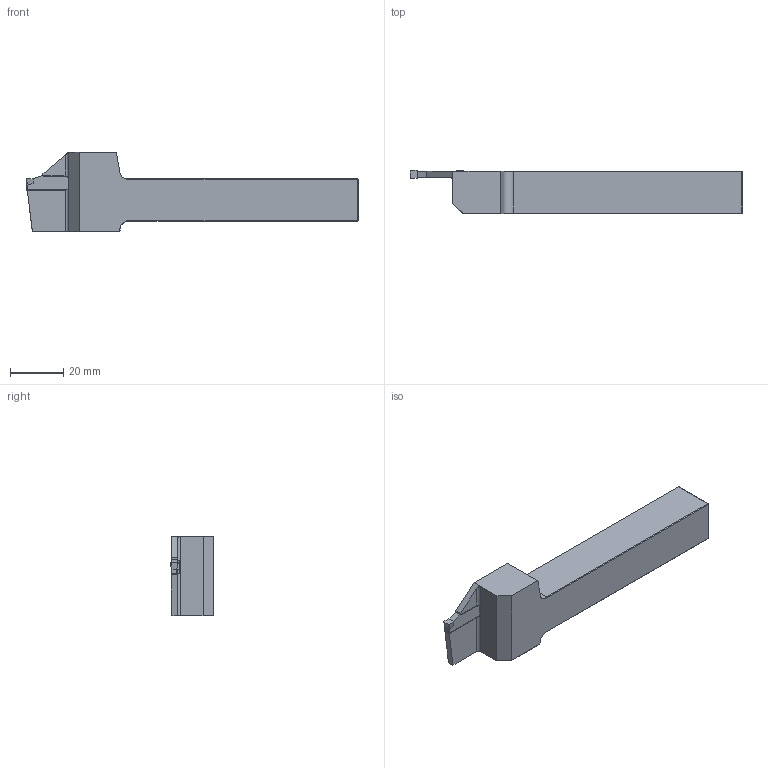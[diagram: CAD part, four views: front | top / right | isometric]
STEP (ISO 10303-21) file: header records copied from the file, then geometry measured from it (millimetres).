
FILE_DESCRIPTION(/* description */ (''),/* implementation_level */ '2;1');
FILE_NAME(/* name */ 'ADKT-123-L-1616-3-T15.stp',/* time_stamp */ '2023-10-02T17:42:19+03:00',/* author */ (''),/* organization */ (''),/* preprocessor_version */ 'ST-DEVELOPER v19.4',/* originating_system */ 'SIEMENS PLM Software NX2306.3001',/* authorisation */ '');
FILE_SCHEMA (('AUTOMOTIVE_DESIGN { 1 0 10303 214 3 1 1 1 }'));
Length unit declared in the file: millimetre
Products named in the file (1): ADKT-123-R-1616-3-T15
Bounding box: 125 x 16.3 x 30 mm (x, y, z)
Volume: 32826.8 mm3; surface area: 9266 mm2
Topology: 2 solids, 2 shells, 79 faces, 197 edges, 122 vertices
Faces by surface type: plane 68, cylinder 11
Entity records: 2380 total; most frequent: CARTESIAN_POINT 459, ORIENTED_EDGE 394, DIRECTION 385, EDGE_CURVE 197, LINE 161, VECTOR 161, VERTEX_POINT 122, AXIS2_PLACEMENT_3D 112
